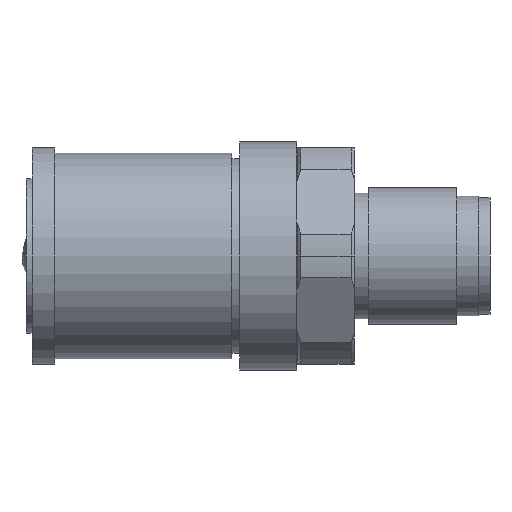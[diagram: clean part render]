
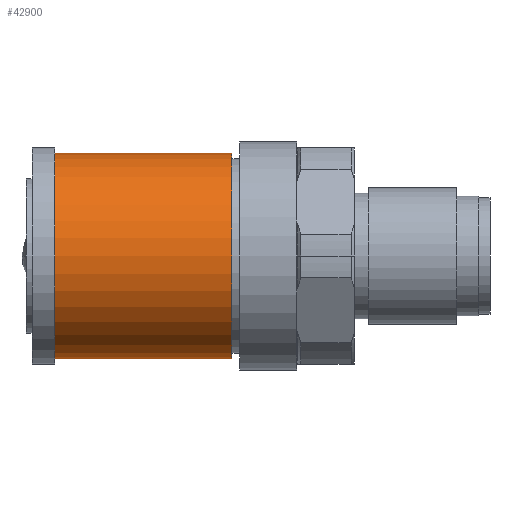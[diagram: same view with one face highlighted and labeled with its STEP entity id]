
A CAD part, left-side view. The second image highlights one B-rep face of the part: STEP entity #42900.
In plain terms, the highlighted cylindrical face has radius 9 mm (diameter 18 mm), a partial arc.
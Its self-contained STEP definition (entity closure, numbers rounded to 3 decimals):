
#24590=CARTESIAN_POINT('',(0.,-15.5,0.));
#24600=DIRECTION('',(0.,1.,0.));
#24610=DIRECTION('',(0.,0.,1.));
#24620=AXIS2_PLACEMENT_3D('',#24590,#24600,#24610);
#24630=CIRCLE('',#24620,9.);
#24640=CARTESIAN_POINT('',(0.,-15.5,-9.));
#24650=VERTEX_POINT('',#24640);
#24660=CARTESIAN_POINT('',(0.,-15.5,9.));
#24670=VERTEX_POINT('',#24660);
#24680=EDGE_CURVE('',#24650,#24670,#24630,.T.);
#24800=CARTESIAN_POINT('',(0.,-7.75,0.));
#24810=DIRECTION('',(0.,1.,0.));
#24820=DIRECTION('',(0.,0.,1.));
#24830=AXIS2_PLACEMENT_3D('',#24800,#24810,#24820);
#24840=CYLINDRICAL_SURFACE('',#24830,9.);
#27970=CARTESIAN_POINT('',(0.,0.,0.));
#27980=DIRECTION('',(0.,1.,0.));
#27990=DIRECTION('',(0.,0.,1.));
#28000=AXIS2_PLACEMENT_3D('',#27970,#27980,#27990);
#28010=CIRCLE('',#28000,9.);
#28020=CARTESIAN_POINT('',(0.,0.,-9.));
#28030=VERTEX_POINT('',#28020);
#28060=CARTESIAN_POINT('',(0.,-7.75,-9.));
#28070=DIRECTION('',(0.,1.,0.));
#28080=VECTOR('',#28070,1.);
#28090=LINE('',#28060,#28080);
#28100=EDGE_CURVE('',#24650,#28030,#28090,.T.);
#28130=CARTESIAN_POINT('',(0.,-7.75,9.));
#28140=DIRECTION('',(0.,1.,0.));
#28150=VECTOR('',#28140,1.);
#28160=LINE('',#28130,#28150);
#28170=CARTESIAN_POINT('',(0.,0.,9.));
#28180=VERTEX_POINT('',#28170);
#28190=EDGE_CURVE('',#24670,#28180,#28160,.T.);
#28860=EDGE_CURVE('',#28030,#28180,#28010,.T.);
#42840=ORIENTED_EDGE('',*,*,#24680,.T.);
#42850=ORIENTED_EDGE('',*,*,#28100,.F.);
#42860=ORIENTED_EDGE('',*,*,#28860,.F.);
#42870=ORIENTED_EDGE('',*,*,#28190,.T.);
#42880=EDGE_LOOP('',(#42870,#42860,#42850,#42840));
#42890=FACE_OUTER_BOUND('',#42880,.T.);
#42900=ADVANCED_FACE('',(#42890),#24840,.T.);
